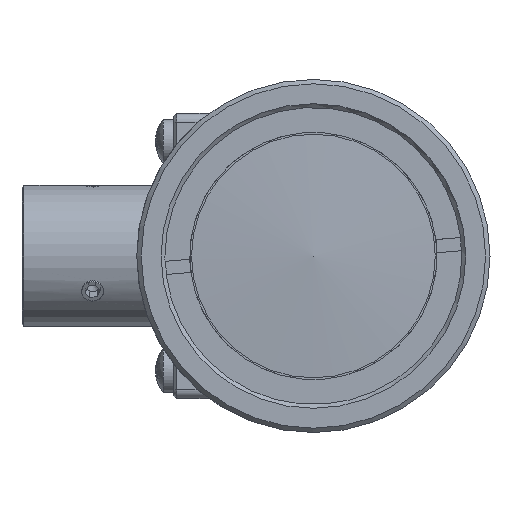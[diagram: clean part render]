
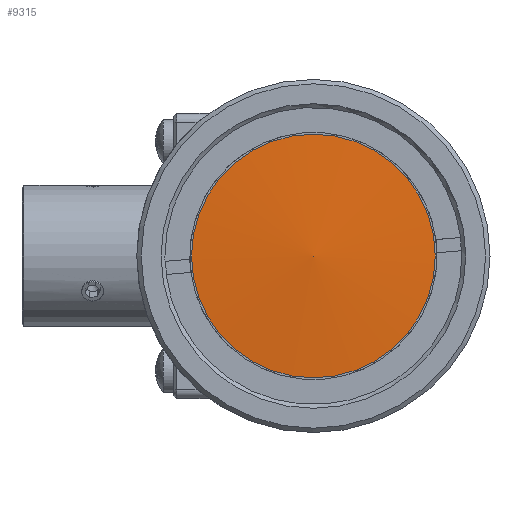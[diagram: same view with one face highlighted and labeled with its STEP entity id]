
A CAD part, left-side view. The second image highlights one B-rep face of the part: STEP entity #9315.
In plain terms, the highlighted spherical face has radius 123.595 mm.
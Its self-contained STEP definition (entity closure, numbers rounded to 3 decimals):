
#722 = VERTEX_POINT ( 'NONE', #10121 ) ;
#1144 = AXIS2_PLACEMENT_3D ( 'NONE', #8222, #9216, #10166 ) ;
#1162 = FACE_OUTER_BOUND ( 'NONE', #11850, .T. ) ;
#2236 = DIRECTION ( 'NONE',  ( 0., -0.423, -0.906 ) ) ;
#3916 = CIRCLE ( 'NONE', #1144, 14.298 ) ;
#6196 = DIRECTION ( 'NONE',  ( -1., 0., 0. ) ) ;
#8222 = CARTESIAN_POINT ( 'NONE',  ( 115.83, 0., 0. ) ) ;
#8415 = SPHERICAL_SURFACE ( 'NONE', #10861, 123.595 ) ;
#9216 = DIRECTION ( 'NONE',  ( -1., 0., 0. ) ) ;
#9315 = ADVANCED_FACE ( 'NONE', ( #1162 ), #8415, .T. ) ;
#10121 = CARTESIAN_POINT ( 'NONE',  ( 115.83, 14.298, 0. ) ) ;
#10166 = DIRECTION ( 'NONE',  ( 0., 1., 0. ) ) ;
#10861 = AXIS2_PLACEMENT_3D ( 'NONE', #12508, #6196, #2236 ) ;
#11557 = EDGE_CURVE ( 'NONE', #722, #722, #3916, .T. ) ;
#11850 = EDGE_LOOP ( 'NONE', ( #13237 ) ) ;
#12508 = CARTESIAN_POINT ( 'NONE',  ( 238.595, 0., 0. ) ) ;
#13237 = ORIENTED_EDGE ( 'NONE', *, *, #11557, .T. ) ;
